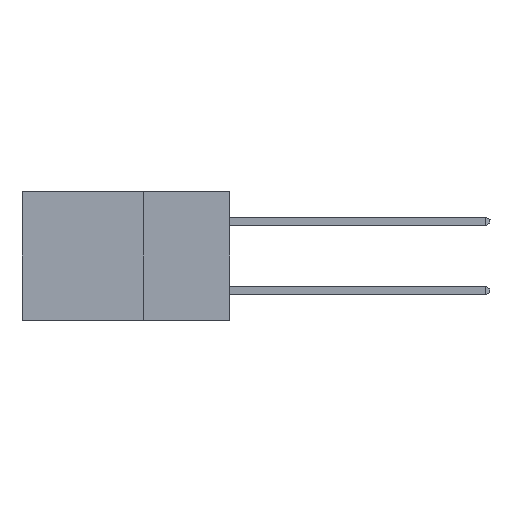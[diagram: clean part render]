
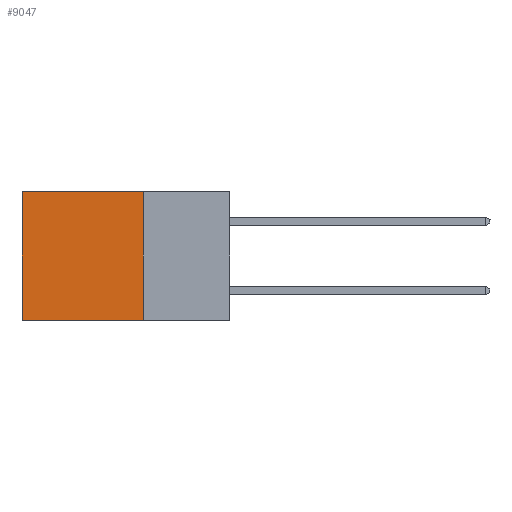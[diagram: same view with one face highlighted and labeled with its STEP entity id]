
A CAD part, left-side view. The second image highlights one B-rep face of the part: STEP entity #9047.
In plain terms, the highlighted planar face has unit normal (-1, 0, 0).
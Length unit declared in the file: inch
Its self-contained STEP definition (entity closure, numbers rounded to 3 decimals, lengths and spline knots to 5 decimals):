
#288 = CARTESIAN_POINT ( 'NONE',  ( 0.298, 0.6, 0. ) ) ;
#456 = EDGE_CURVE ( 'NONE', #10682, #11304, #860, .T. ) ;
#533 = FACE_OUTER_BOUND ( 'NONE', #13078, .T. ) ;
#577 = CARTESIAN_POINT ( 'NONE',  ( 0.298, 0.25, -0.37 ) ) ;
#597 = CARTESIAN_POINT ( 'NONE',  ( 0.298, 0.25, 0. ) ) ;
#703 = DIRECTION ( 'NONE',  ( 0., 1., 0. ) ) ;
#723 = ORIENTED_EDGE ( 'NONE', *, *, #456, .T. ) ;
#827 = CARTESIAN_POINT ( 'NONE',  ( 0.298, 0.25, 0. ) ) ;
#860 = LINE ( 'NONE', #288, #5640 ) ;
#1287 = CARTESIAN_POINT ( 'NONE',  ( 0.298, 0.25, 0. ) ) ;
#2540 = CARTESIAN_POINT ( 'NONE',  ( 0.298, 0.6, -0.37 ) ) ;
#2626 = DIRECTION ( 'NONE',  ( 0., 1., 0. ) ) ;
#2995 = ORIENTED_EDGE ( 'NONE', *, *, #8485, .F. ) ;
#3088 = VECTOR ( 'NONE', #8045, 39.37008 ) ;
#3377 = VECTOR ( 'NONE', #703, 39.37008 ) ;
#3666 = VERTEX_POINT ( 'NONE', #1287 ) ;
#4039 = VERTEX_POINT ( 'NONE', #6115 ) ;
#5640 = VECTOR ( 'NONE', #9450, 39.37008 ) ;
#6115 = CARTESIAN_POINT ( 'NONE',  ( 0.298, 0.25, -0.37 ) ) ;
#6320 = VECTOR ( 'NONE', #2626, 39.37008 ) ;
#6832 = ORIENTED_EDGE ( 'NONE', *, *, #10105, .F. ) ;
#6978 = EDGE_CURVE ( 'NONE', #3666, #10682, #12188, .T. ) ;
#7506 = DIRECTION ( 'NONE',  ( 1., 0., 0. ) ) ;
#7907 = AXIS2_PLACEMENT_3D ( 'NONE', #8427, #7506, #11554 ) ;
#8045 = DIRECTION ( 'NONE',  ( 0., 0., -1. ) ) ;
#8326 = ORIENTED_EDGE ( 'NONE', *, *, #6978, .T. ) ;
#8427 = CARTESIAN_POINT ( 'NONE',  ( 0.298, 0.25, 0. ) ) ;
#8485 = EDGE_CURVE ( 'NONE', #3666, #4039, #10758, .T. ) ;
#8570 = PLANE ( 'NONE',  #7907 ) ;
#9047 = ADVANCED_FACE ( 'NONE', ( #533 ), #8570, .F. ) ;
#9120 = LINE ( 'NONE', #577, #3377 ) ;
#9450 = DIRECTION ( 'NONE',  ( 0., 0., -1. ) ) ;
#10105 = EDGE_CURVE ( 'NONE', #4039, #11304, #9120, .T. ) ;
#10682 = VERTEX_POINT ( 'NONE', #11106 ) ;
#10758 = LINE ( 'NONE', #827, #3088 ) ;
#11106 = CARTESIAN_POINT ( 'NONE',  ( 0.298, 0.6, 0. ) ) ;
#11304 = VERTEX_POINT ( 'NONE', #2540 ) ;
#11554 = DIRECTION ( 'NONE',  ( 0., 0., -1. ) ) ;
#12188 = LINE ( 'NONE', #597, #6320 ) ;
#13078 = EDGE_LOOP ( 'NONE', ( #723, #6832, #2995, #8326 ) ) ;
